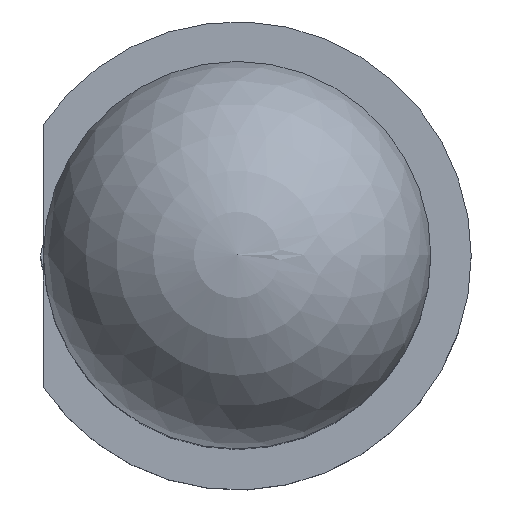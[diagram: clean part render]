
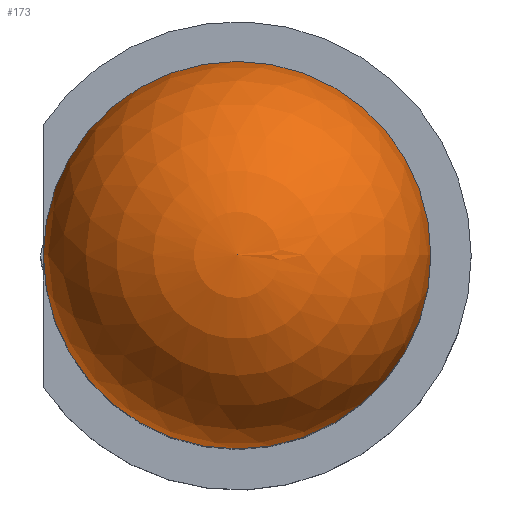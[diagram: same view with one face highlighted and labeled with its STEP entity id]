
A CAD part, top view. The second image highlights one B-rep face of the part: STEP entity #173.
In plain terms, the highlighted spherical face has radius 1.5 mm.
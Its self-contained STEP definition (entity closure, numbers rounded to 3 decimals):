
#43=FACE_OUTER_BOUND('',#55,.T.);
#55=EDGE_LOOP('',(#122,#123,#124,#125));
#67=CIRCLE('',#208,1.5);
#68=CIRCLE('',#209,1.5);
#69=CIRCLE('',#210,1.5);
#82=VERTEX_POINT('',#300);
#83=VERTEX_POINT('',#301);
#84=VERTEX_POINT('',#303);
#99=EDGE_CURVE('',#82,#83,#67,.T.);
#100=EDGE_CURVE('',#83,#84,#68,.T.);
#101=EDGE_CURVE('',#83,#82,#69,.T.);
#122=ORIENTED_EDGE('',*,*,#99,.T.);
#123=ORIENTED_EDGE('',*,*,#100,.T.);
#124=ORIENTED_EDGE('',*,*,#100,.F.);
#125=ORIENTED_EDGE('',*,*,#101,.T.);
#168=SPHERICAL_SURFACE('',#207,1.5);
#173=ADVANCED_FACE('',(#43),#168,.T.);
#207=AXIS2_PLACEMENT_3D('',#299,#236,#237);
#208=AXIS2_PLACEMENT_3D('',#302,#238,#239);
#209=AXIS2_PLACEMENT_3D('',#304,#240,#241);
#210=AXIS2_PLACEMENT_3D('',#305,#242,#243);
#236=DIRECTION('center_axis',(0.,0.,
-1.));
#237=DIRECTION('ref_axis',(-1.,0.,0.));
#238=DIRECTION('center_axis',(0.,0.,1.));
#239=DIRECTION('ref_axis',(-1.,0.,0.));
#240=DIRECTION('center_axis',(0.,-1.,0.));
#241=DIRECTION('ref_axis',(1.,0.,0.));
#242=DIRECTION('center_axis',(0.,0.,1.));
#243=DIRECTION('ref_axis',(-1.,0.,0.));
#299=CARTESIAN_POINT('Origin',(0.,0.,4.468));
#300=CARTESIAN_POINT('',(-1.5,0.,4.468));
#301=CARTESIAN_POINT('',(1.5,0.,4.468));
#302=CARTESIAN_POINT('Origin',(0.,0.,4.468));
#303=CARTESIAN_POINT('',(0.,0.,5.968));
#304=CARTESIAN_POINT('Origin',(0.,0.,4.468));
#305=CARTESIAN_POINT('Origin',(0.,0.,4.468));
